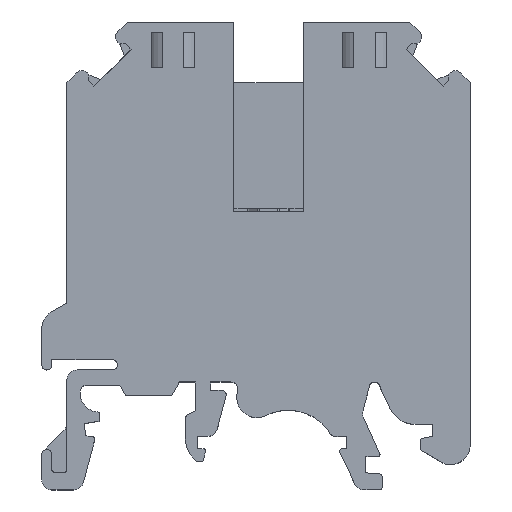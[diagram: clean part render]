
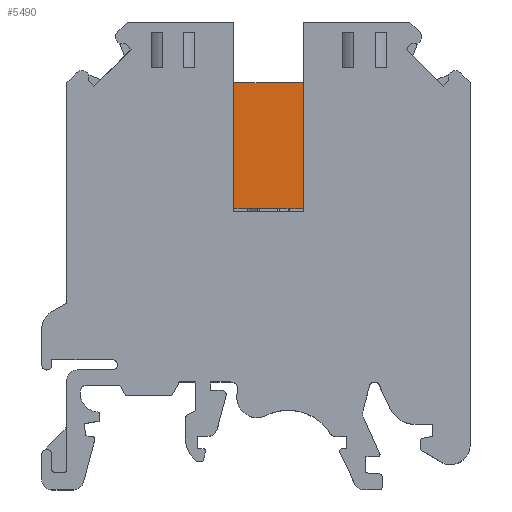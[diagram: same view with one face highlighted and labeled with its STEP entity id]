
A CAD part, top view. The second image highlights one B-rep face of the part: STEP entity #5490.
In plain terms, the highlighted planar face has unit normal (0, 0, 1).
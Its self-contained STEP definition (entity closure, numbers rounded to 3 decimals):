
#450=LINE('',#7877,#896);
#475=LINE('',#7939,#921);
#486=LINE('',#7961,#932);
#488=LINE('',#7965,#934);
#492=LINE('',#7973,#938);
#497=LINE('',#7983,#943);
#499=LINE('',#7987,#945);
#500=LINE('',#7989,#946);
#896=VECTOR('',#6654,1000.);
#921=VECTOR('',#6713,1000.);
#932=VECTOR('',#6736,1000.);
#934=VECTOR('',#6740,1000.);
#938=VECTOR('',#6748,1000.);
#943=VECTOR('',#6757,1000.);
#945=VECTOR('',#6761,1000.);
#946=VECTOR('',#6762,1000.);
#1916=ORIENTED_EDGE('',*,*,#2595,.F.);
#1917=ORIENTED_EDGE('',*,*,#2636,.T.);
#1918=ORIENTED_EDGE('',*,*,#2625,.F.);
#1919=ORIENTED_EDGE('',*,*,#2647,.T.);
#1920=ORIENTED_EDGE('',*,*,#2649,.T.);
#1921=ORIENTED_EDGE('',*,*,#2650,.T.);
#1922=ORIENTED_EDGE('',*,*,#2642,.F.);
#1923=ORIENTED_EDGE('',*,*,#2638,.F.);
#2595=EDGE_CURVE('',#3042,#3043,#450,.F.);
#2625=EDGE_CURVE('',#3062,#3055,#475,.F.);
#2636=EDGE_CURVE('',#3042,#3055,#486,.F.);
#2638=EDGE_CURVE('',#3043,#3069,#488,.F.);
#2642=EDGE_CURVE('',#3069,#3071,#492,.T.);
#2647=EDGE_CURVE('',#3062,#3074,#497,.F.);
#2649=EDGE_CURVE('',#3074,#3075,#499,.T.);
#2650=EDGE_CURVE('',#3075,#3071,#500,.T.);
#3042=VERTEX_POINT('',#7876);
#3043=VERTEX_POINT('',#7878);
#3055=VERTEX_POINT('',#7924);
#3062=VERTEX_POINT('',#7938);
#3069=VERTEX_POINT('',#7966);
#3071=VERTEX_POINT('',#7974);
#3074=VERTEX_POINT('',#7984);
#3075=VERTEX_POINT('',#7988);
#3421=EDGE_LOOP('',(#1916,#1917,#1918,#1919,#1920,#1921,#1922,#1923));
#3647=FACE_BOUND('',#3421,.T.);
#3822=PLANE('',#5789);
#5490=ADVANCED_FACE('',(#3647),#3822,.F.);
#5789=AXIS2_PLACEMENT_3D('',#7986,#6759,#6760);
#6654=DIRECTION('',(0.,1.,0.));
#6713=DIRECTION('',(0.,-1.,0.));
#6736=DIRECTION('',(1.,0.,0.));
#6740=DIRECTION('',(1.,0.,0.));
#6748=DIRECTION('',(0.,-1.,0.));
#6757=DIRECTION('',(-1.,0.,0.));
#6759=DIRECTION('',(0.,0.,-1.));
#6760=DIRECTION('',(-1.,0.,0.));
#6761=DIRECTION('',(0.,-1.,0.));
#6762=DIRECTION('',(1.,0.,0.));
#7876=CARTESIAN_POINT('',(3.45,16.411,1.));
#7877=CARTESIAN_POINT('',(3.45,2.911,1.));
#7878=CARTESIAN_POINT('',(3.45,3.911,1.));
#7924=CARTESIAN_POINT('',(-3.45,16.411,1.));
#7938=CARTESIAN_POINT('',(-3.45,3.911,1.));
#7939=CARTESIAN_POINT('',(-3.45,2.911,1.));
#7961=CARTESIAN_POINT('',(-15.3,16.411,1.));
#7965=CARTESIAN_POINT('',(3.7,3.911,1.));
#7966=CARTESIAN_POINT('',(3.25,3.911,1.));
#7973=CARTESIAN_POINT('',(3.25,3.911,1.));
#7974=CARTESIAN_POINT('',(3.25,3.574,1.));
#7983=CARTESIAN_POINT('',(-0.7,3.911,1.));
#7984=CARTESIAN_POINT('',(-3.25,3.911,1.));
#7986=CARTESIAN_POINT('',(-15.3,2.911,1.));
#7987=CARTESIAN_POINT('',(-3.25,3.911,1.));
#7988=CARTESIAN_POINT('',(-3.25,3.574,1.));
#7989=CARTESIAN_POINT('',(-15.3,3.574,1.));
